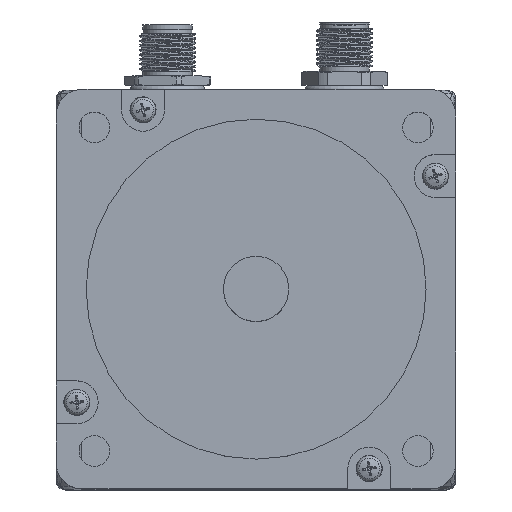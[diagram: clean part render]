
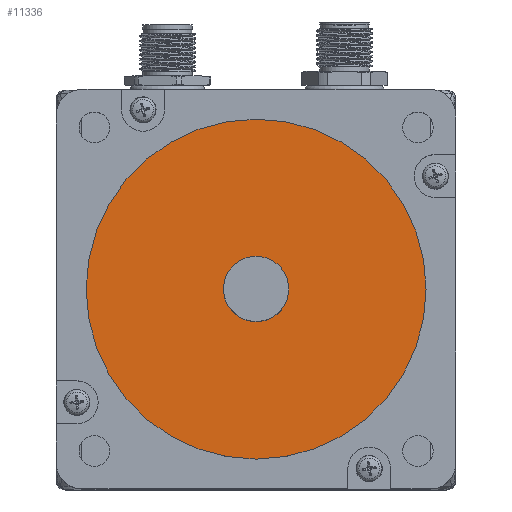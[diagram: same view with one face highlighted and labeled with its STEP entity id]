
A CAD part, top view. The second image highlights one B-rep face of the part: STEP entity #11336.
In plain terms, the highlighted planar face has unit normal (0, 0, 1).
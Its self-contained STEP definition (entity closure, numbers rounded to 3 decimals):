
#249=FACE_BOUND('',#1702,.T.);
#357=PLANE('',#12285);
#1033=FACE_OUTER_BOUND('',#1701,.T.);
#1701=EDGE_LOOP('',(#8309));
#1702=EDGE_LOOP('',(#8310));
#2350=CIRCLE('',#12268,7.);
#2363=CIRCLE('',#12286,36.513);
#4593=VERTEX_POINT('',#21772);
#4602=VERTEX_POINT('',#21800);
#5923=EDGE_CURVE('',#4593,#4593,#2350,.T.);
#5936=EDGE_CURVE('',#4602,#4602,#2363,.T.);
#8309=ORIENTED_EDGE('',*,*,#5936,.F.);
#8310=ORIENTED_EDGE('',*,*,#5923,.T.);
#11336=ADVANCED_FACE('',(#1033,#249),#357,.F.);
#12268=AXIS2_PLACEMENT_3D('',#21774,#14272,#14273);
#12285=AXIS2_PLACEMENT_3D('',#21799,#14306,#14307);
#12286=AXIS2_PLACEMENT_3D('',#21801,#14308,#14309);
#14272=DIRECTION('center_axis',(0.,0.,
-1.));
#14273=DIRECTION('ref_axis',(0.,1.,0.));
#14306=DIRECTION('center_axis',(0.,0.,
-1.));
#14307=DIRECTION('ref_axis',(0.,1.,0.));
#14308=DIRECTION('center_axis',(0.,0.,
-1.));
#14309=DIRECTION('ref_axis',(0.,1.,0.));
#21772=CARTESIAN_POINT('',(-10.606,-65.282,38.504));
#21774=CARTESIAN_POINT('Origin',(-10.606,-58.282,38.504));
#21799=CARTESIAN_POINT('Origin',(-10.606,-58.282,38.504));
#21800=CARTESIAN_POINT('',(-10.606,-94.795,38.504));
#21801=CARTESIAN_POINT('Origin',(-10.606,-58.282,38.504));
